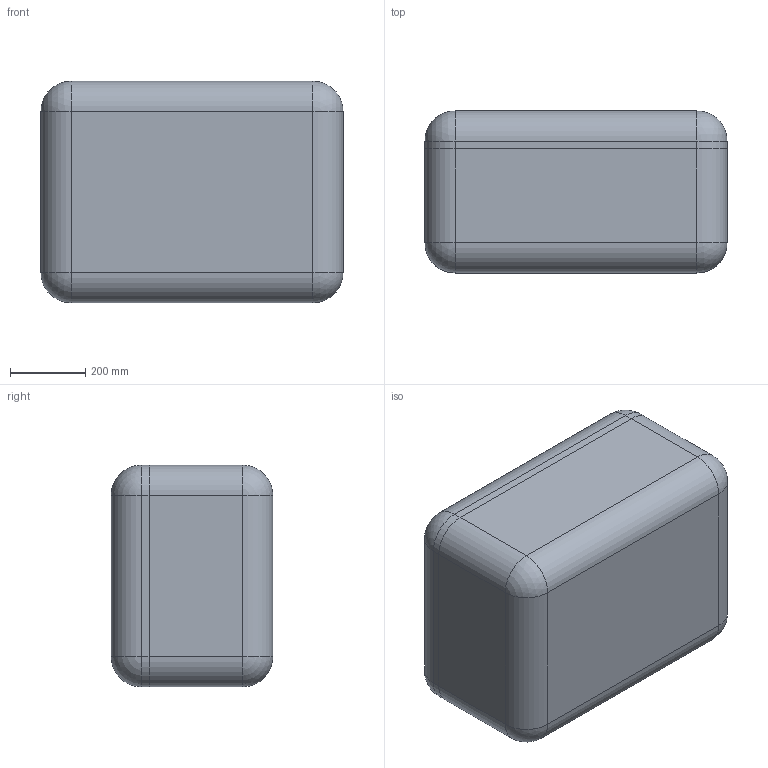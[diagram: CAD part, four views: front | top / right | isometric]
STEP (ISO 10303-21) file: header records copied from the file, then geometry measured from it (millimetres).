
FILE_DESCRIPTION (( 'STEP AP214' ), '1' );
FILE_NAME ('Ñáîðêà_Ê-792(óïð).STEP', '2023-10-02T06:46:43', ( '' ), ( '' ), 'SwSTEP 2.0', 'SolidWorks 2021', '' );
FILE_SCHEMA (( 'AUTOMOTIVE_DESIGN' ));
Length unit declared in the file: millimetre
Products named in the file (3): Base K-792.-1; Lid K-792.-1; Ñáîðêà_Ê-792(óïð)
Assembly tree (2 placements, depth 2):
  Ñáîðêà_Ê-792(óïð)
    Base K-792.-1
    Lid K-792.-1
Bounding box: 802.2 x 429.7 x 588.2 mm (x, y, z)
Volume: 100615773.9 mm3; surface area: 3534545.7 mm2
Topology: 2 solids, 2 shells, 3264 faces, 8142 edges, 4852 vertices
Faces by surface type: cylinder 879, plane 859, bspline 835, torus 466, cone 180, sphere 45
Entity records: 135067 total; most frequent: CARTESIAN_POINT 65854, ORIENTED_EDGE 16128, DIRECTION 12131, EDGE_CURVE 8064, VERTEX_POINT 4852, AXIS2_PLACEMENT_3D 4546, EDGE_LOOP 3366, FACE_OUTER_BOUND 3264
